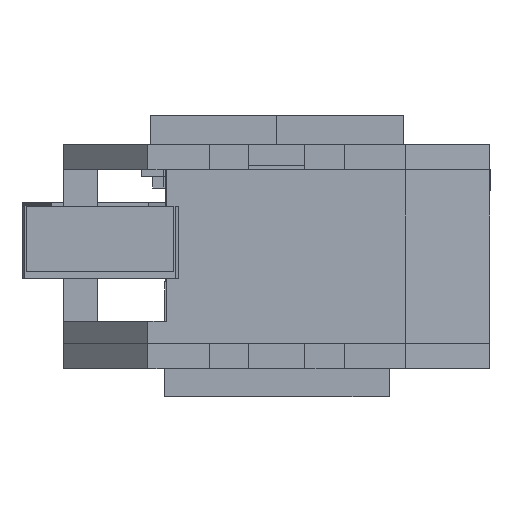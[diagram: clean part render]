
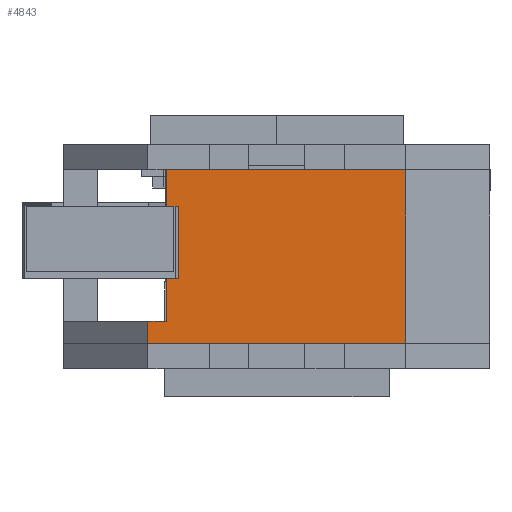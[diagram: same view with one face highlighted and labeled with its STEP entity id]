
A CAD part, left-side view. The second image highlights one B-rep face of the part: STEP entity #4843.
In plain terms, the highlighted face is planar.
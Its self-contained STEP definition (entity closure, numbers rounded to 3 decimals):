
#66 = DIRECTION ( 'NONE',  ( 0., 0., -1. ) ) ;
#128 = LINE ( 'NONE', #1863, #4762 ) ;
#210 = VERTEX_POINT ( 'NONE', #4201 ) ;
#397 = DIRECTION ( 'NONE',  ( 0., 1., 0. ) ) ;
#413 = CARTESIAN_POINT ( 'NONE',  ( 104., 23., 31. ) ) ;
#482 = EDGE_CURVE ( 'NONE', #210, #3787, #1911, .T. ) ;
#541 = EDGE_LOOP ( 'NONE', ( #2484, #2879, #5261, #2909, #5581, #1595 ) ) ;
#784 = CARTESIAN_POINT ( 'NONE',  ( 104., -19.736, 4. ) ) ;
#945 = CARTESIAN_POINT ( 'NONE',  ( 104., -23., 31. ) ) ;
#952 = CARTESIAN_POINT ( 'NONE',  ( 104., -19.736, 31. ) ) ;
#998 = DIRECTION ( 'NONE',  ( -1., 0., 0. ) ) ;
#1085 = DIRECTION ( 'NONE',  ( 0., 0., -1. ) ) ;
#1171 = VECTOR ( 'NONE', #397, 1000. ) ;
#1305 = VECTOR ( 'NONE', #1085, 1000. ) ;
#1430 = DIRECTION ( 'NONE',  ( 0., -1., 0. ) ) ;
#1438 = AXIS2_PLACEMENT_3D ( 'NONE', #5320, #998, #2726 ) ;
#1543 = LINE ( 'NONE', #4098, #1305 ) ;
#1544 = EDGE_CURVE ( 'NONE', #1975, #210, #3998, .T. ) ;
#1584 = EDGE_CURVE ( 'NONE', #1975, #4162, #128, .T. ) ;
#1595 = ORIENTED_EDGE ( 'NONE', *, *, #482, .F. ) ;
#1665 = EDGE_CURVE ( 'NONE', #4162, #2508, #1543, .T. ) ;
#1832 = VERTEX_POINT ( 'NONE', #4852 ) ;
#1863 = CARTESIAN_POINT ( 'NONE',  ( 104., -23., 4. ) ) ;
#1911 = LINE ( 'NONE', #945, #3217 ) ;
#1975 = VERTEX_POINT ( 'NONE', #784 ) ;
#2232 = DIRECTION ( 'NONE',  ( 0., 0., 1. ) ) ;
#2484 = ORIENTED_EDGE ( 'NONE', *, *, #1544, .F. ) ;
#2508 = VERTEX_POINT ( 'NONE', #5577 ) ;
#2651 = LINE ( 'NONE', #3514, #5252 ) ;
#2726 = DIRECTION ( 'NONE',  ( 0., -1., 0. ) ) ;
#2879 = ORIENTED_EDGE ( 'NONE', *, *, #1584, .T. ) ;
#2909 = ORIENTED_EDGE ( 'NONE', *, *, #5569, .T. ) ;
#3129 = VECTOR ( 'NONE', #2232, 1000. ) ;
#3136 = PLANE ( 'NONE',  #1438 ) ;
#3217 = VECTOR ( 'NONE', #5349, 1000. ) ;
#3514 = CARTESIAN_POINT ( 'NONE',  ( 104., 23., 31. ) ) ;
#3550 = LINE ( 'NONE', #3971, #1171 ) ;
#3787 = VERTEX_POINT ( 'NONE', #413 ) ;
#3971 = CARTESIAN_POINT ( 'NONE',  ( 104., -23., 0. ) ) ;
#3998 = LINE ( 'NONE', #952, #3129 ) ;
#4098 = CARTESIAN_POINT ( 'NONE',  ( 104., -23., 31. ) ) ;
#4162 = VERTEX_POINT ( 'NONE', #5158 ) ;
#4201 = CARTESIAN_POINT ( 'NONE',  ( 104., -19.736, 31. ) ) ;
#4762 = VECTOR ( 'NONE', #1430, 1000. ) ;
#4814 = EDGE_CURVE ( 'NONE', #3787, #1832, #2651, .T. ) ;
#4843 = ADVANCED_FACE ( 'NONE', ( #5293 ), #3136, .F. ) ;
#4852 = CARTESIAN_POINT ( 'NONE',  ( 104., 23., 0. ) ) ;
#5158 = CARTESIAN_POINT ( 'NONE',  ( 104., -23., 4. ) ) ;
#5252 = VECTOR ( 'NONE', #66, 1000. ) ;
#5261 = ORIENTED_EDGE ( 'NONE', *, *, #1665, .T. ) ;
#5293 = FACE_OUTER_BOUND ( 'NONE', #541, .T. ) ;
#5320 = CARTESIAN_POINT ( 'NONE',  ( 104., -23., 31. ) ) ;
#5349 = DIRECTION ( 'NONE',  ( 0., 1., 0. ) ) ;
#5569 = EDGE_CURVE ( 'NONE', #2508, #1832, #3550, .T. ) ;
#5577 = CARTESIAN_POINT ( 'NONE',  ( 104., -23., 0. ) ) ;
#5581 = ORIENTED_EDGE ( 'NONE', *, *, #4814, .F. ) ;
